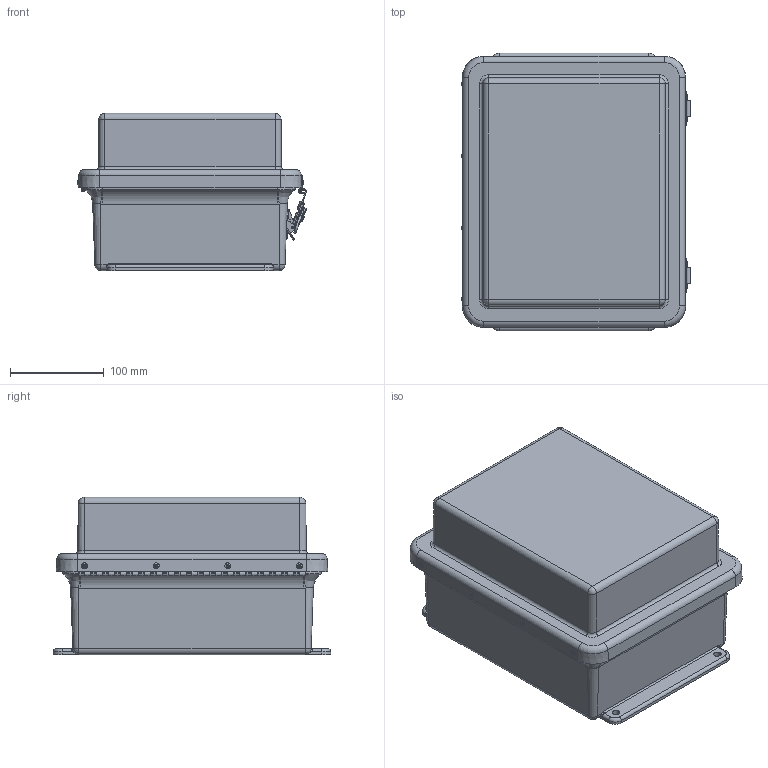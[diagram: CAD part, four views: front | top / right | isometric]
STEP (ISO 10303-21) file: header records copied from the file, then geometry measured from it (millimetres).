
FILE_DESCRIPTION(/* description */ (''),/* implementation_level */ '2;1');
FILE_NAME(/* name */ 'HW-RHJ100806CHTL.stp',/* time_stamp */ '2014-04-03T10:27:44-05:00',/* author */ ('jtigges'),/* organization */ (''),/* preprocessor_version */ 'ST-DEVELOPER v15.2',/* originating_system */ 'Autodesk Inventor 2014',/* authorisation */ '');
FILE_SCHEMA (('AUTOMOTIVE_DESIGN { 1 0 10303 214 3 1 1 }'));
Length unit declared in the file: inch
Products named in the file (28): J1008HL_8; RMINS45821P_125; RMINS45821P_126; RMINS45821P_127; RMINS45821P_128; J1008BHL; RMHINGCOV9.5; RMHINGPIN9.5; RMHINGBOX9.5; RMHING9.5(RJ&A); RJ1008HLCVR; GASKET_1008; WP1008HLU; RMRIV43; RMKEEPJLL150WT; JONEA; JONEB; JONEC; JONED; JONEE; JONEF; JONEG; JONEH; JONEI; JONE; RMLATJLL150_11; RMLATJLL150_12; RJ1008HLL_STP
Bounding box: 243.65 x 295.27 x 167.48 mm (x, y, z)
Volume: 1131309.5 mm3; surface area: 634857.2 mm2
Topology: 48 solids, 48 shells, 1155 faces, 2893 edges, 1869 vertices
Faces by surface type: plane 499, cylinder 441, bspline 86, torus 60, cone 59, sphere 10
Full cylindrical faces by diameter (mm): 2.159 x39, 2.4 x2, 2.7 x4, 3 x2, 3.175 x16, 3.25 x2, 3.302 x4, 3.327 x8, 3.5 x2, 3.556 x16, 3.861 x5, 3.962 x7, 4.2 x4, 4.609 x2, 4.618 x2, 4.7 x2, 4.9 x2, 5 x4, 5.3 x2, 5.537 x4, 6.35 x16, 6.858 x4, 13.3 x2, 13.5 x2
Entity records: 31035 total; most frequent: CARTESIAN_POINT 10678, DIRECTION 4305, ORIENTED_EDGE 3852, EDGE_CURVE 1926, AXIS2_PLACEMENT_3D 1648, VERTEX_POINT 1309, EDGE_LOOP 1111, LINE 1009
